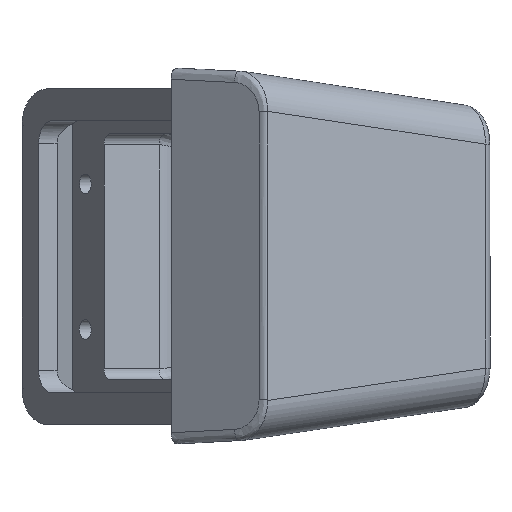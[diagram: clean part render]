
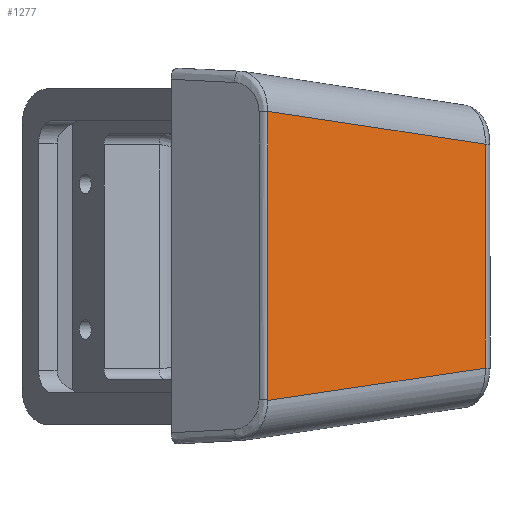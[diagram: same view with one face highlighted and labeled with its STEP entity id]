
A CAD part, top view. The second image highlights one B-rep face of the part: STEP entity #1277.
In plain terms, the highlighted planar face has unit normal (0.574, 0, 0.819).
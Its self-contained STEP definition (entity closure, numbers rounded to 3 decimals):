
#81=B_SPLINE_CURVE_WITH_KNOTS('',3,(#2228,#2229,#2230,#2231),
 .UNSPECIFIED.,.F.,.F.,(4,4),(-0.082,-0.077),
 .UNSPECIFIED.);
#86=B_SPLINE_CURVE_WITH_KNOTS('',3,(#2297,#2298,#2299,#2300,#2301,#2302),
 .UNSPECIFIED.,.F.,.F.,(4,2,4),(-2.572,-1.286,0.),
 .UNSPECIFIED.);
#97=B_SPLINE_CURVE_WITH_KNOTS('',3,(#2623,#2624,#2625,#2626),
 .UNSPECIFIED.,.F.,.F.,(4,4),(-0.005,0.),.UNSPECIFIED.);
#115=PLANE('',#1410);
#165=FACE_OUTER_BOUND('',#248,.T.);
#248=EDGE_LOOP('',(#1022,#1023,#1024,#1025,#1026,#1027));
#344=LINE('',#2618,#431);
#345=LINE('',#2620,#432);
#346=LINE('',#2622,#433);
#431=VECTOR('',#1683,10.);
#432=VECTOR('',#1684,10.);
#433=VECTOR('',#1685,10.);
#574=VERTEX_POINT('',#2226);
#575=VERTEX_POINT('',#2227);
#579=VERTEX_POINT('',#2296);
#607=VERTEX_POINT('',#2617);
#608=VERTEX_POINT('',#2619);
#609=VERTEX_POINT('',#2621);
#715=EDGE_CURVE('',#574,#575,#81,.T.);
#720=EDGE_CURVE('',#579,#574,#86,.T.);
#764=EDGE_CURVE('',#607,#575,#344,.T.);
#765=EDGE_CURVE('',#608,#607,#345,.T.);
#766=EDGE_CURVE('',#609,#608,#346,.T.);
#767=EDGE_CURVE('',#609,#579,#97,.T.);
#1022=ORIENTED_EDGE('',*,*,#764,.F.);
#1023=ORIENTED_EDGE('',*,*,#765,.F.);
#1024=ORIENTED_EDGE('',*,*,#766,.F.);
#1025=ORIENTED_EDGE('',*,*,#767,.T.);
#1026=ORIENTED_EDGE('',*,*,#720,.T.);
#1027=ORIENTED_EDGE('',*,*,#715,.T.);
#1277=ADVANCED_FACE('',(#165),#115,.T.);
#1410=AXIS2_PLACEMENT_3D('',#2616,#1681,#1682);
#1681=DIRECTION('center_axis',(0.574,0.,0.819));
#1682=DIRECTION('ref_axis',(0.819,0.,-0.574));
#1683=DIRECTION('',(-0.813,-0.122,0.569));
#1684=DIRECTION('',(0.,-1.,0.));
#1685=DIRECTION('',(0.813,-0.122,-0.569));
#2226=CARTESIAN_POINT('',(21.935,2.139,51.783));
#2227=CARTESIAN_POINT('',(21.935,2.086,51.783));
#2228=CARTESIAN_POINT('Ctrl Pts',(21.934,2.139,51.784));
#2229=CARTESIAN_POINT('Ctrl Pts',(21.934,2.121,51.784));
#2230=CARTESIAN_POINT('Ctrl Pts',(21.934,2.103,51.784));
#2231=CARTESIAN_POINT('Ctrl Pts',(21.934,2.086,51.784));
#2296=CARTESIAN_POINT('',(21.935,27.861,51.783));
#2297=CARTESIAN_POINT('Ctrl Pts',(21.935,27.861,51.783));
#2298=CARTESIAN_POINT('Ctrl Pts',(21.935,23.574,51.783));
#2299=CARTESIAN_POINT('Ctrl Pts',(21.935,19.287,51.783));
#2300=CARTESIAN_POINT('Ctrl Pts',(21.935,10.713,51.783));
#2301=CARTESIAN_POINT('Ctrl Pts',(21.935,6.426,51.783));
#2302=CARTESIAN_POINT('Ctrl Pts',(21.935,2.139,51.783));
#2616=CARTESIAN_POINT('Origin',(31.547,0.,45.053));
#2617=CARTESIAN_POINT('',(41.377,5.,38.17));
#2618=CARTESIAN_POINT('',(32.97,3.74,44.056));
#2619=CARTESIAN_POINT('',(41.377,25.,38.17));
#2620=CARTESIAN_POINT('',(41.377,0.,38.17));
#2621=CARTESIAN_POINT('',(21.935,27.914,51.783));
#2622=CARTESIAN_POINT('',(34.457,26.038,43.016));
#2623=CARTESIAN_POINT('Ctrl Pts',(21.935,27.914,51.784));
#2624=CARTESIAN_POINT('Ctrl Pts',(21.934,27.897,51.784));
#2625=CARTESIAN_POINT('Ctrl Pts',(21.934,27.879,51.784));
#2626=CARTESIAN_POINT('Ctrl Pts',(21.935,27.861,51.784));
